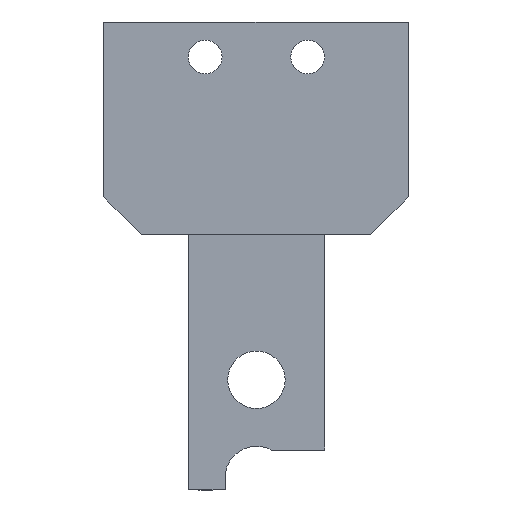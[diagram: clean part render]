
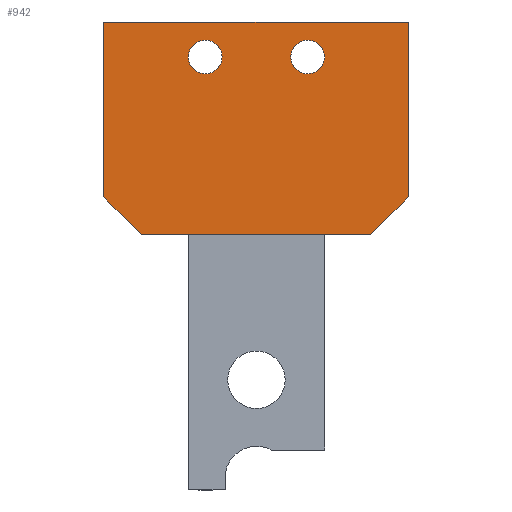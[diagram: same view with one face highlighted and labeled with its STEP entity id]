
A CAD part, front view. The second image highlights one B-rep face of the part: STEP entity #942.
In plain terms, the highlighted planar face has unit normal (0, -1, 0).
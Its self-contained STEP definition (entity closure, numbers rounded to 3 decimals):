
#28=FACE_BOUND('',#159,.T.);
#29=FACE_BOUND('',#160,.T.);
#41=CIRCLE('',#995,1.35);
#43=CIRCLE('',#998,1.35);
#102=FACE_OUTER_BOUND('',#158,.T.);
#158=EDGE_LOOP('',(#845,#846,#847,#848,#849,#850));
#159=EDGE_LOOP('',(#851));
#160=EDGE_LOOP('',(#852));
#230=LINE('',#1438,#342);
#249=LINE('',#1488,#361);
#267=LINE('',#1523,#379);
#270=LINE('',#1530,#382);
#271=LINE('',#1532,#383);
#272=LINE('',#1534,#384);
#342=VECTOR('',#1166,10.);
#361=VECTOR('',#1219,10.);
#379=VECTOR('',#1253,10.);
#382=VECTOR('',#1262,10.);
#383=VECTOR('',#1265,10.);
#384=VECTOR('',#1268,10.);
#443=VERTEX_POINT('',#1435);
#444=VERTEX_POINT('',#1437);
#446=VERTEX_POINT('',#1443);
#448=VERTEX_POINT('',#1449);
#457=VERTEX_POINT('',#1485);
#458=VERTEX_POINT('',#1487);
#467=VERTEX_POINT('',#1521);
#468=VERTEX_POINT('',#1528);
#548=EDGE_CURVE('',#443,#444,#230,.T.);
#552=EDGE_CURVE('',#446,#446,#41,.T.);
#555=EDGE_CURVE('',#448,#448,#43,.T.);
#573=EDGE_CURVE('',#458,#457,#249,.F.);
#591=EDGE_CURVE('',#457,#467,#267,.F.);
#594=EDGE_CURVE('',#468,#458,#270,.F.);
#595=EDGE_CURVE('',#468,#443,#271,.T.);
#596=EDGE_CURVE('',#444,#467,#272,.T.);
#845=ORIENTED_EDGE('',*,*,#548,.F.);
#846=ORIENTED_EDGE('',*,*,#595,.F.);
#847=ORIENTED_EDGE('',*,*,#594,.T.);
#848=ORIENTED_EDGE('',*,*,#573,.T.);
#849=ORIENTED_EDGE('',*,*,#591,.T.);
#850=ORIENTED_EDGE('',*,*,#596,.F.);
#851=ORIENTED_EDGE('',*,*,#555,.T.);
#852=ORIENTED_EDGE('',*,*,#552,.T.);
#893=PLANE('',#1023);
#942=ADVANCED_FACE('',(#102,#28,#29),#893,.T.);
#995=AXIS2_PLACEMENT_3D('',#1445,#1173,#1174);
#998=AXIS2_PLACEMENT_3D('',#1451,#1180,#1181);
#1023=AXIS2_PLACEMENT_3D('',#1535,#1269,#1270);
#1166=DIRECTION('',(-1.,0.,0.));
#1173=DIRECTION('center_axis',(0.,1.,0.));
#1174=DIRECTION('ref_axis',(-1.,0.,0.));
#1180=DIRECTION('center_axis',(0.,1.,0.));
#1181=DIRECTION('ref_axis',(-1.,0.,0.));
#1219=DIRECTION('',(1.,0.,0.));
#1253=DIRECTION('',(0.,0.,1.));
#1262=DIRECTION('',(0.,0.,-1.));
#1265=DIRECTION('',(-0.707,0.,-0.707));
#1268=DIRECTION('',(-0.707,0.,0.707));
#1269=DIRECTION('center_axis',(0.,-1.,0.));
#1270=DIRECTION('ref_axis',(0.,0.,
-1.));
#1435=CARTESIAN_POINT('',(9.496,30.884,-12.098));
#1437=CARTESIAN_POINT('',(-8.854,30.884,-12.098));
#1438=CARTESIAN_POINT('',(0.319,30.884,-12.098));
#1443=CARTESIAN_POINT('',(-2.397,30.884,2.101));
#1445=CARTESIAN_POINT('Origin',(-3.747,30.884,2.101));
#1449=CARTESIAN_POINT('',(5.806,30.884,2.101));
#1451=CARTESIAN_POINT('Origin',(4.456,30.884,2.101));
#1485=CARTESIAN_POINT('',(-11.854,30.884,4.9));
#1487=CARTESIAN_POINT('',(12.496,30.884,4.9));
#1488=CARTESIAN_POINT('',(0.334,30.884,4.9));
#1521=CARTESIAN_POINT('',(-11.854,30.884,-9.098));
#1523=CARTESIAN_POINT('',(-11.854,30.884,-7.975));
#1528=CARTESIAN_POINT('',(12.496,30.884,-9.098));
#1530=CARTESIAN_POINT('',(12.496,30.884,-7.975));
#1532=CARTESIAN_POINT('',(7.013,30.884,-14.58));
#1534=CARTESIAN_POINT('',(-6.374,30.884,-14.579));
#1535=CARTESIAN_POINT('Origin',(0.318,30.884,-16.969));
